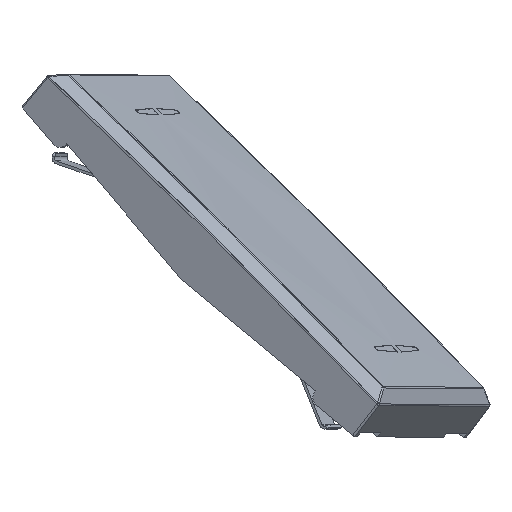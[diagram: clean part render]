
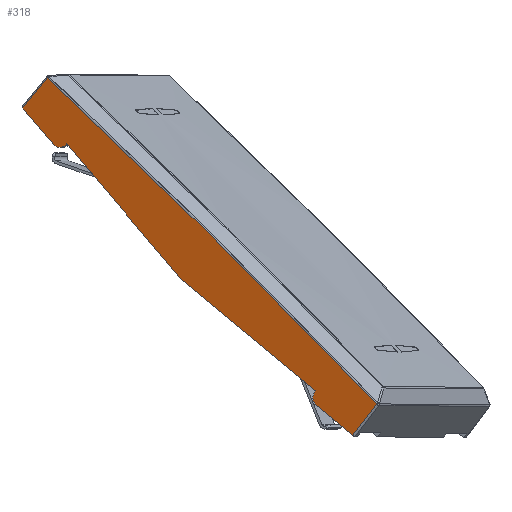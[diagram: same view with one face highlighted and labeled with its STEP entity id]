
A CAD part, isometric view. The second image highlights one B-rep face of the part: STEP entity #318.
In plain terms, the highlighted face is planar.
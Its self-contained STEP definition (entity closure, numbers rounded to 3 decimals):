
#80=CARTESIAN_POINT('Vertex',(22.036,-10.957,7.8)) ;
#83=CARTESIAN_POINT('Line Origine',(22.074,-10.995,5.647)) ;
#87=CARTESIAN_POINT('Vertex',(22.1,-11.021,4.13)) ;
#220=CARTESIAN_POINT('Axis2P3D Location',(0.,-11.038,3.2)) ;
#226=CARTESIAN_POINT('Control Point',(22.036,-10.957,7.8)) ;
#227=CARTESIAN_POINT('Control Point',(22.034,-10.957,7.802)) ;
#228=CARTESIAN_POINT('Vertex',(22.034,-10.957,7.802)) ;
#232=CARTESIAN_POINT('Control Point',(-22.034,-10.957,7.802)) ;
#233=CARTESIAN_POINT('Control Point',(-7.349,-10.95,8.19)) ;
#234=CARTESIAN_POINT('Control Point',(7.349,-10.95,8.19)) ;
#235=CARTESIAN_POINT('Control Point',(22.034,-10.957,7.802)) ;
#236=CARTESIAN_POINT('Vertex',(-22.034,-10.957,7.802)) ;
#240=CARTESIAN_POINT('Control Point',(-22.034,-10.957,7.802)) ;
#241=CARTESIAN_POINT('Control Point',(-22.036,-10.957,7.8)) ;
#242=CARTESIAN_POINT('Vertex',(-22.036,-10.957,7.8)) ;
#246=CARTESIAN_POINT('Control Point',(-22.036,-10.957,7.8)) ;
#247=CARTESIAN_POINT('Control Point',(-22.1,-11.021,4.13)) ;
#248=CARTESIAN_POINT('Vertex',(-22.1,-11.021,4.13)) ;
#252=CARTESIAN_POINT('Control Point',(-17.584,-11.028,3.735)) ;
#253=CARTESIAN_POINT('Control Point',(-22.1,-11.021,4.13)) ;
#254=CARTESIAN_POINT('Vertex',(-17.584,-11.028,3.735)) ;
#258=CARTESIAN_POINT('Control Point',(-16.717,-11.015,4.462)) ;
#259=CARTESIAN_POINT('Control Point',(-16.745,-11.021,4.149)) ;
#260=CARTESIAN_POINT('Control Point',(-16.939,-11.026,3.847)) ;
#261=CARTESIAN_POINT('Control Point',(-17.271,-11.029,3.707)) ;
#262=CARTESIAN_POINT('Control Point',(-17.584,-11.028,3.735)) ;
#263=CARTESIAN_POINT('Vertex',(-16.717,-11.015,4.462)) ;
#267=CARTESIAN_POINT('Control Point',(-16.7,-11.012,4.661)) ;
#268=CARTESIAN_POINT('Control Point',(-16.717,-11.015,4.462)) ;
#269=CARTESIAN_POINT('Vertex',(-16.7,-11.012,4.661)) ;
#273=CARTESIAN_POINT('Control Point',(0.,-11.038,3.2)) ;
#274=CARTESIAN_POINT('Control Point',(-16.7,-11.012,4.661)) ;
#275=CARTESIAN_POINT('Vertex',(0.,-11.038,3.2)) ;
#279=CARTESIAN_POINT('Control Point',(0.,-11.038,3.2)) ;
#280=CARTESIAN_POINT('Control Point',(16.7,-11.012,4.661)) ;
#281=CARTESIAN_POINT('Vertex',(16.7,-11.012,4.661)) ;
#285=CARTESIAN_POINT('Control Point',(16.7,-11.012,4.661)) ;
#286=CARTESIAN_POINT('Control Point',(16.717,-11.015,4.462)) ;
#287=CARTESIAN_POINT('Vertex',(16.717,-11.015,4.462)) ;
#291=CARTESIAN_POINT('Control Point',(16.717,-11.015,4.462)) ;
#292=CARTESIAN_POINT('Control Point',(16.745,-11.021,4.149)) ;
#293=CARTESIAN_POINT('Control Point',(16.939,-11.026,3.847)) ;
#294=CARTESIAN_POINT('Control Point',(17.271,-11.029,3.707)) ;
#295=CARTESIAN_POINT('Control Point',(17.584,-11.028,3.735)) ;
#296=CARTESIAN_POINT('Vertex',(17.584,-11.028,3.735)) ;
#300=CARTESIAN_POINT('Control Point',(17.584,-11.028,3.735)) ;
#301=CARTESIAN_POINT('Control Point',(22.1,-11.021,4.13)) ;
#84=DIRECTION('Vector Direction',(-0.017,0.017,1.)) ;
#221=DIRECTION('Axis2P3D Direction',(0.,-1.,0.017)) ;
#222=DIRECTION('Axis2P3D XDirection',(-1.,0.,0.)) ;
#223=AXIS2_PLACEMENT_3D('Plane Axis2P3D',#220,#221,#222) ;
#304=ORIENTED_EDGE('',*,*,#230,.F.) ;
#305=ORIENTED_EDGE('',*,*,#238,.F.) ;
#306=ORIENTED_EDGE('',*,*,#244,.T.) ;
#307=ORIENTED_EDGE('',*,*,#250,.T.) ;
#308=ORIENTED_EDGE('',*,*,#256,.F.) ;
#309=ORIENTED_EDGE('',*,*,#265,.F.) ;
#310=ORIENTED_EDGE('',*,*,#271,.F.) ;
#311=ORIENTED_EDGE('',*,*,#277,.F.) ;
#312=ORIENTED_EDGE('',*,*,#283,.F.) ;
#313=ORIENTED_EDGE('',*,*,#289,.F.) ;
#314=ORIENTED_EDGE('',*,*,#298,.F.) ;
#315=ORIENTED_EDGE('',*,*,#302,.F.) ;
#316=ORIENTED_EDGE('',*,*,#89,.T.) ;
#85=VECTOR('Line Direction',#84,1.) ;
#318=ADVANCED_FACE('PartBody',(#317),#224,.T.) ;
#225=B_SPLINE_CURVE_WITH_KNOTS('',1,(#226,#227),.UNSPECIFIED.,.F.,.U.,(2,2),(3.016,3.019),.UNSPECIFIED.) ;
#231=B_SPLINE_CURVE_WITH_KNOTS('',3,(#232,#233,#234,#235),.UNSPECIFIED.,.F.,.U.,(4,4),(15.921,92.292),.UNSPECIFIED.) ;
#239=B_SPLINE_CURVE_WITH_KNOTS('',1,(#240,#241),.UNSPECIFIED.,.F.,.U.,(2,2),(-3.037,-3.034),.UNSPECIFIED.) ;
#245=B_SPLINE_CURVE_WITH_KNOTS('',1,(#246,#247),.UNSPECIFIED.,.F.,.U.,(2,2),(-2.154,1.517),.UNSPECIFIED.) ;
#251=B_SPLINE_CURVE_WITH_KNOTS('',1,(#252,#253),.UNSPECIFIED.,.F.,.U.,(2,2),(-36.383,-31.85),.UNSPECIFIED.) ;
#257=B_SPLINE_CURVE_WITH_KNOTS('',4,(#258,#259,#260,#261,#262),.UNSPECIFIED.,.F.,.U.,(5,5),(0.,1.777),.UNSPECIFIED.) ;
#266=B_SPLINE_CURVE_WITH_KNOTS('',1,(#267,#268),.UNSPECIFIED.,.F.,.U.,(2,2),(2.253,2.453),.UNSPECIFIED.) ;
#272=B_SPLINE_CURVE_WITH_KNOTS('',1,(#273,#274),.UNSPECIFIED.,.F.,.U.,(2,2),(-42.517,-25.753),.UNSPECIFIED.) ;
#278=B_SPLINE_CURVE_WITH_KNOTS('',1,(#279,#280),.UNSPECIFIED.,.F.,.U.,(2,2),(-42.517,-25.753),.UNSPECIFIED.) ;
#284=B_SPLINE_CURVE_WITH_KNOTS('',1,(#285,#286),.UNSPECIFIED.,.F.,.U.,(2,2),(2.253,2.453),.UNSPECIFIED.) ;
#290=B_SPLINE_CURVE_WITH_KNOTS('',4,(#291,#292,#293,#294,#295),.UNSPECIFIED.,.F.,.U.,(5,5),(0.,1.777),.UNSPECIFIED.) ;
#299=B_SPLINE_CURVE_WITH_KNOTS('',1,(#300,#301),.UNSPECIFIED.,.F.,.U.,(2,2),(-36.383,-31.85),.UNSPECIFIED.) ;
#89=EDGE_CURVE('',#88,#81,#86,.T.) ;
#230=EDGE_CURVE('',#229,#81,#225,.F.) ;
#238=EDGE_CURVE('',#237,#229,#231,.T.) ;
#244=EDGE_CURVE('',#237,#243,#239,.T.) ;
#250=EDGE_CURVE('',#243,#249,#245,.T.) ;
#256=EDGE_CURVE('',#255,#249,#251,.T.) ;
#265=EDGE_CURVE('',#264,#255,#257,.T.) ;
#271=EDGE_CURVE('',#270,#264,#266,.T.) ;
#277=EDGE_CURVE('',#276,#270,#272,.T.) ;
#283=EDGE_CURVE('',#282,#276,#278,.F.) ;
#289=EDGE_CURVE('',#288,#282,#284,.F.) ;
#298=EDGE_CURVE('',#297,#288,#290,.F.) ;
#302=EDGE_CURVE('',#88,#297,#299,.F.) ;
#303=EDGE_LOOP('',(#304,#305,#306,#307,#308,#309,#310,#311,#312,#313,#314,#315,#316)) ;
#317=FACE_OUTER_BOUND('',#303,.T.) ;
#86=LINE('Line',#83,#85) ;
#224=PLANE('',#223) ;
#81=VERTEX_POINT('',#80) ;
#88=VERTEX_POINT('',#87) ;
#229=VERTEX_POINT('',#228) ;
#237=VERTEX_POINT('',#236) ;
#243=VERTEX_POINT('',#242) ;
#249=VERTEX_POINT('',#248) ;
#255=VERTEX_POINT('',#254) ;
#264=VERTEX_POINT('',#263) ;
#270=VERTEX_POINT('',#269) ;
#276=VERTEX_POINT('',#275) ;
#282=VERTEX_POINT('',#281) ;
#288=VERTEX_POINT('',#287) ;
#297=VERTEX_POINT('',#296) ;
